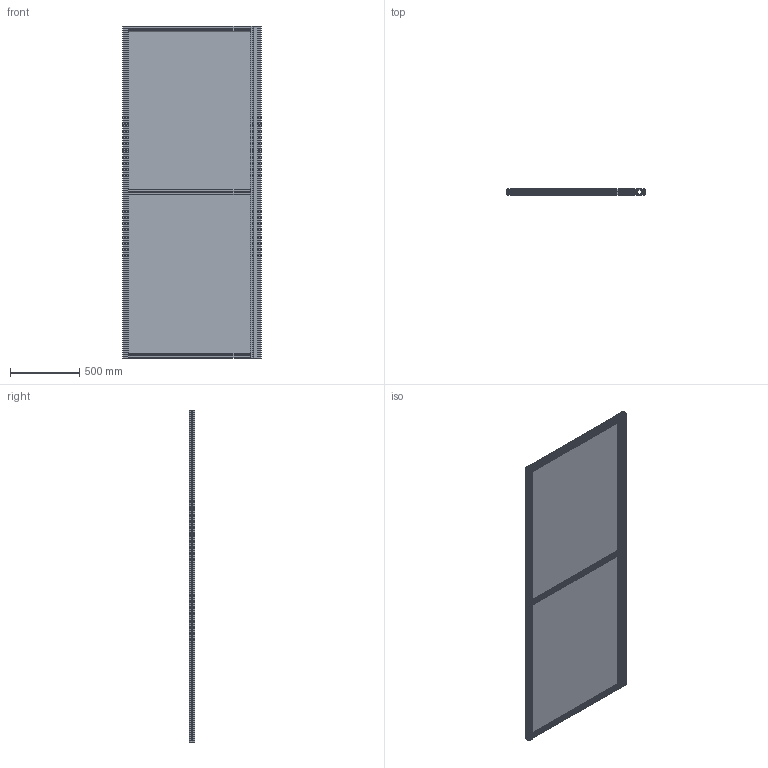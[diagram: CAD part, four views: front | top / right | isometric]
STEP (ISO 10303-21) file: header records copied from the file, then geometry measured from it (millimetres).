
FILE_DESCRIPTION(('STEP AP203'),'1');
FILE_NAME('SAFE08E6510.stp','2025-07-02T08:27:22',(' '),(' '),'Spatial InterOp 3D',' ',' ');
FILE_SCHEMA(('CONFIG_CONTROL_DESIGN'));
Length unit declared in the file: millimetre
Products named in the file (12): Panneau renforcé; Polycarbonate ep 4mm; Ep=8mm; Fixation hors standard 8-40; Vis BHC - M8x18; Rondelle M 8; Profilé 8 80x40 E; Profilé 8 40x40 E; SAFE08E6510 - Panneau alu renforcé vision 1000x2400
Assembly tree (16 placements, depth 4):
  SAFE08E6510 - Panneau alu renforcé vision 1000x2400
    Panneau renforcé
      Polycarbonate ep 4mm
      Ep=8mm
      Fixation hors standard 8-40  x6
        Vis BHC - M8x18
        Rondelle M 8
      Profilé 8 80x40 E
      Profilé 8 40x40 E
      Profilé 8 40x40 E
      Profilé 8 40x40 E
      Profilé 8 40x40 E
Bounding box: 1000 x 40 x 2400 mm (x, y, z)
Volume: 17298816.8 mm3; surface area: 9303257 mm2
Topology: 19 solids, 19 shells, 1640 faces, 4902 edges, 3255 vertices
Faces by surface type: plane 872, cylinder 744, cone 18, sphere 6
Full cylindrical faces by diameter (mm): 6.78 x15, 6.8 x12, 7 x9, 8 x12, 8.4 x6, 16 x6
Entity records: 57320 total; most frequent: CARTESIAN_POINT 11827, ORIENTED_EDGE 9260, DIRECTION 9210, EDGE_CURVE 4630, AXIS2_PLACEMENT_3D 3132, VERTEX_POINT 3107, LINE 2946, VECTOR 2946
